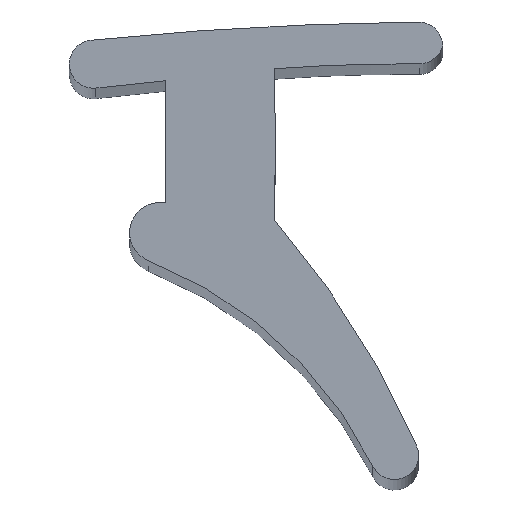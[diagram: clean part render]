
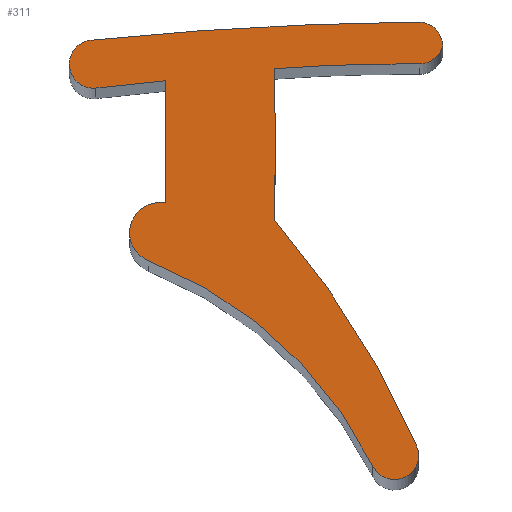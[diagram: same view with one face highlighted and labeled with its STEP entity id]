
A CAD part, top view. The second image highlights one B-rep face of the part: STEP entity #311.
In plain terms, the highlighted planar face has unit normal (0, 0, 1).
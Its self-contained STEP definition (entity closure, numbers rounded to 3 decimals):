
#18=PLANE('',#352);
#34=FACE_OUTER_BOUND('',#51,.T.);
#51=EDGE_LOOP('',(#251,#252,#253,#254,#255,#256,#257,#258,#259,#260,#261,
#262,#263,#264,#265));
#63=LINE('',#504,#84);
#66=LINE('',#510,#87);
#69=LINE('',#516,#90);
#84=VECTOR('',#400,1.165);
#87=VECTOR('',#405,2.024);
#90=VECTOR('',#410,0.1);
#96=CIRCLE('',#317,0.5);
#98=CIRCLE('',#320,0.4);
#101=CIRCLE('',#324,0.4);
#103=CIRCLE('',#327,60.);
#104=CIRCLE('',#329,0.4);
#106=CIRCLE('',#335,0.5);
#109=CIRCLE('',#339,7.);
#111=CIRCLE('',#342,0.4);
#113=CIRCLE('',#345,15.);
#115=CIRCLE('',#348,40.);
#117=CIRCLE('',#351,30.);
#118=CIRCLE('',#353,0.4);
#120=VERTEX_POINT('',#464);
#121=VERTEX_POINT('',#465);
#124=VERTEX_POINT('',#473);
#125=VERTEX_POINT('',#474);
#130=VERTEX_POINT('',#485);
#131=VERTEX_POINT('',#487);
#133=VERTEX_POINT('',#493);
#135=VERTEX_POINT('',#502);
#137=VERTEX_POINT('',#508);
#139=VERTEX_POINT('',#514);
#141=VERTEX_POINT('',#523);
#143=VERTEX_POINT('',#529);
#145=VERTEX_POINT('',#535);
#147=VERTEX_POINT('',#541);
#149=VERTEX_POINT('',#547);
#150=EDGE_CURVE('',#120,#121,#96,.T.);
#154=EDGE_CURVE('',#124,#125,#98,.T.);
#160=EDGE_CURVE('',#131,#130,#101,.T.);
#164=EDGE_CURVE('',#130,#133,#103,.T.);
#165=EDGE_CURVE('',#133,#124,#104,.T.);
#169=EDGE_CURVE('',#125,#135,#63,.T.);
#172=EDGE_CURVE('',#135,#137,#66,.T.);
#175=EDGE_CURVE('',#137,#139,#69,.T.);
#176=EDGE_CURVE('',#139,#120,#106,.T.);
#180=EDGE_CURVE('',#121,#141,#109,.T.);
#183=EDGE_CURVE('',#141,#143,#111,.T.);
#186=EDGE_CURVE('',#143,#145,#113,.T.);
#189=EDGE_CURVE('',#145,#147,#115,.T.);
#192=EDGE_CURVE('',#147,#149,#117,.T.);
#193=EDGE_CURVE('',#149,#131,#118,.T.);
#251=ORIENTED_EDGE('',*,*,#192,.T.);
#252=ORIENTED_EDGE('',*,*,#193,.T.);
#253=ORIENTED_EDGE('',*,*,#160,.T.);
#254=ORIENTED_EDGE('',*,*,#164,.T.);
#255=ORIENTED_EDGE('',*,*,#165,.T.);
#256=ORIENTED_EDGE('',*,*,#154,.T.);
#257=ORIENTED_EDGE('',*,*,#169,.T.);
#258=ORIENTED_EDGE('',*,*,#172,.T.);
#259=ORIENTED_EDGE('',*,*,#175,.T.);
#260=ORIENTED_EDGE('',*,*,#176,.T.);
#261=ORIENTED_EDGE('',*,*,#150,.T.);
#262=ORIENTED_EDGE('',*,*,#180,.T.);
#263=ORIENTED_EDGE('',*,*,#183,.T.);
#264=ORIENTED_EDGE('',*,*,#186,.T.);
#265=ORIENTED_EDGE('',*,*,#189,.T.);
#311=ADVANCED_FACE('',(#34),#18,.F.);
#317=AXIS2_PLACEMENT_3D('',#466,#361,#362);
#320=AXIS2_PLACEMENT_3D('',#475,#369,#370);
#324=AXIS2_PLACEMENT_3D('',#488,#380,#381);
#327=AXIS2_PLACEMENT_3D('',#495,#388,#389);
#329=AXIS2_PLACEMENT_3D('',#497,#392,#393);
#335=AXIS2_PLACEMENT_3D('',#518,#413,#414);
#339=AXIS2_PLACEMENT_3D('',#525,#422,#423);
#342=AXIS2_PLACEMENT_3D('',#531,#429,#430);
#345=AXIS2_PLACEMENT_3D('',#537,#436,#437);
#348=AXIS2_PLACEMENT_3D('',#543,#443,#444);
#351=AXIS2_PLACEMENT_3D('',#549,#450,#451);
#352=AXIS2_PLACEMENT_3D('',#550,#452,#453);
#353=AXIS2_PLACEMENT_3D('',#551,#454,#455);
#361=DIRECTION('center_axis',(0.,0.,1.));
#362=DIRECTION('ref_axis',(1.,0.,0.));
#369=DIRECTION('center_axis',(0.,0.,1.));
#370=DIRECTION('ref_axis',(1.,0.,0.));
#380=DIRECTION('center_axis',(0.,0.,1.));
#381=DIRECTION('ref_axis',(-1.,0.,0.));
#388=DIRECTION('center_axis',(0.,0.,1.));
#389=DIRECTION('ref_axis',(1.,0.,0.));
#392=DIRECTION('center_axis',(0.,0.,1.));
#393=DIRECTION('ref_axis',(1.,0.,0.));
#400=DIRECTION('',(0.995,0.105,0.));
#405=DIRECTION('',(0.,-1.,0.));
#410=DIRECTION('',(-1.,0.,0.));
#413=DIRECTION('center_axis',(0.,0.,1.));
#414=DIRECTION('ref_axis',(1.,0.,0.));
#422=DIRECTION('center_axis',(0.,0.,-1.));
#423=DIRECTION('ref_axis',(-1.,0.,0.));
#429=DIRECTION('center_axis',(0.,0.,1.));
#430=DIRECTION('ref_axis',(1.,0.,0.));
#436=DIRECTION('center_axis',(0.,0.,1.));
#437=DIRECTION('ref_axis',(1.,0.,0.));
#443=DIRECTION('center_axis',(0.,0.,1.));
#444=DIRECTION('ref_axis',(-1.,0.,0.));
#450=DIRECTION('center_axis',(0.,0.,-1.));
#451=DIRECTION('ref_axis',(-1.,0.,0.));
#452=DIRECTION('center_axis',(0.,0.,-1.));
#453=DIRECTION('ref_axis',(0.,-1.,0.));
#454=DIRECTION('center_axis',(0.,0.,1.));
#455=DIRECTION('ref_axis',(-1.,0.,0.));
#464=CARTESIAN_POINT('',(-0.6,-2.524,100.));
#465=CARTESIAN_POINT('',(-0.282,-2.99,100.));
#466=CARTESIAN_POINT('Origin',(-0.1,-2.524,100.));
#473=CARTESIAN_POINT('',(-1.6,0.276,100.));
#474=CARTESIAN_POINT('',(-1.158,-0.122,100.));
#475=CARTESIAN_POINT('Origin',(-1.2,0.276,100.));
#485=CARTESIAN_POINT('',(4.196,0.976,100.));
#487=CARTESIAN_POINT('',(4.6,0.576,100.));
#488=CARTESIAN_POINT('Origin',(4.2,0.576,100.));
#493=CARTESIAN_POINT('',(-1.24,0.674,100.));
#495=CARTESIAN_POINT('Origin',(4.803,-59.021,100.));
#497=CARTESIAN_POINT('Origin',(-1.2,0.276,100.));
#502=CARTESIAN_POINT('',(0.,0.,100.));
#504=CARTESIAN_POINT('',(0.,0.,100.));
#508=CARTESIAN_POINT('',(0.,-2.024,100.));
#510=CARTESIAN_POINT('',(0.,0.,100.));
#514=CARTESIAN_POINT('',(-0.1,-2.024,100.));
#516=CARTESIAN_POINT('',(0.,-2.024,100.));
#518=CARTESIAN_POINT('Origin',(-0.1,-2.524,100.));
#523=CARTESIAN_POINT('',(3.442,-6.401,100.));
#525=CARTESIAN_POINT('Origin',(-2.831,-9.509,100.));
#529=CARTESIAN_POINT('',(4.166,-6.064,100.));
#531=CARTESIAN_POINT('Origin',(3.8,-6.224,100.));
#535=CARTESIAN_POINT('',(1.8,-2.3,100.));
#537=CARTESIAN_POINT('Origin',(-9.575,-12.078,100.));
#541=CARTESIAN_POINT('',(1.8,0.2,100.));
#543=CARTESIAN_POINT('Origin',(-38.18,-1.05,100.));
#547=CARTESIAN_POINT('',(4.211,0.281,100.));
#549=CARTESIAN_POINT('Origin',(4.014,-29.718,100.));
#550=CARTESIAN_POINT('Origin',(4.2,0.576,100.));
#551=CARTESIAN_POINT('Origin',(4.214,0.681,100.));
